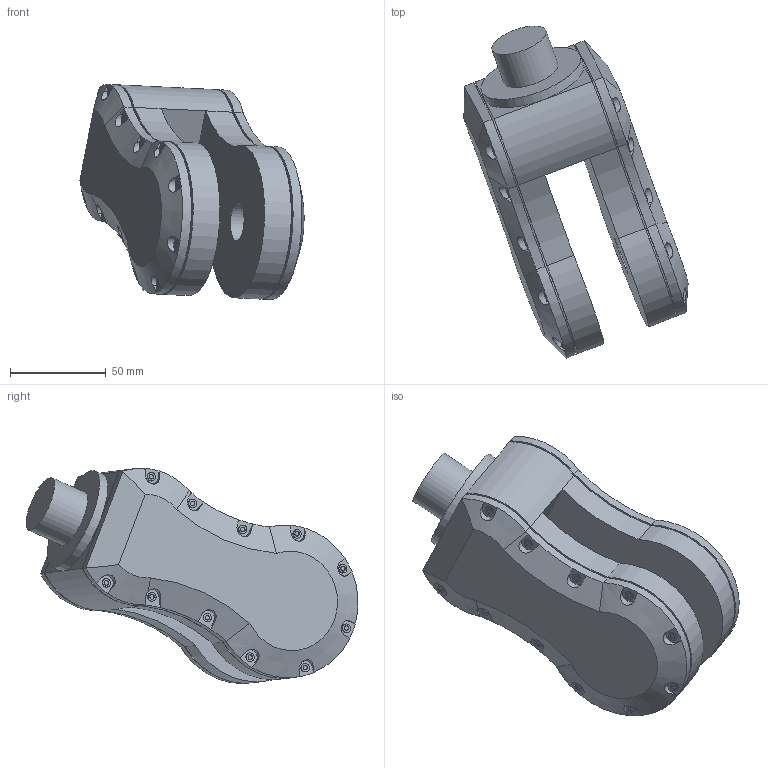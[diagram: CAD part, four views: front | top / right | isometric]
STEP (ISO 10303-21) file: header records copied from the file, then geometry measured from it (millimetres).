
FILE_DESCRIPTION(/* description */ (''),/* implementation_level */ '2;1');
FILE_NAME(/* name */ 'Link_4.step',/* time_stamp */ '2023-12-01T13:51:34-05:00',/* author */ (''),/* organization */ (''),/* preprocessor_version */ 'ST-DEVELOPER v20',/* originating_system */ 'Autodesk Translation Framework v12.14.0.127',/* authorisation */ '');
FILE_SCHEMA (('AUTOMOTIVE_DESIGN { 1 0 10303 214 3 1 1 }'));
Length unit declared in the file: millimetre
Products named in the file (1): (Unsaved)
Bounding box: 117.36 x 173.71 x 112.65 mm (x, y, z)
Volume: 583173.8 mm3; surface area: 66352 mm2
Topology: 1 solids, 1 shells, 241 faces, 507 edges, 319 vertices
Faces by surface type: plane 133, cylinder 98, cone 10
Full cylindrical faces by diameter (mm): 2.5 x22, 4.5 x22, 20 x2, 30 x1, 55 x1
Entity records: 6884 total; most frequent: CARTESIAN_POINT 1683, DIRECTION 1136, ORIENTED_EDGE 1014, EDGE_CURVE 507, AXIS2_PLACEMENT_3D 473, VERTEX_POINT 319, EDGE_LOOP 292, FACE_OUTER_BOUND 241
